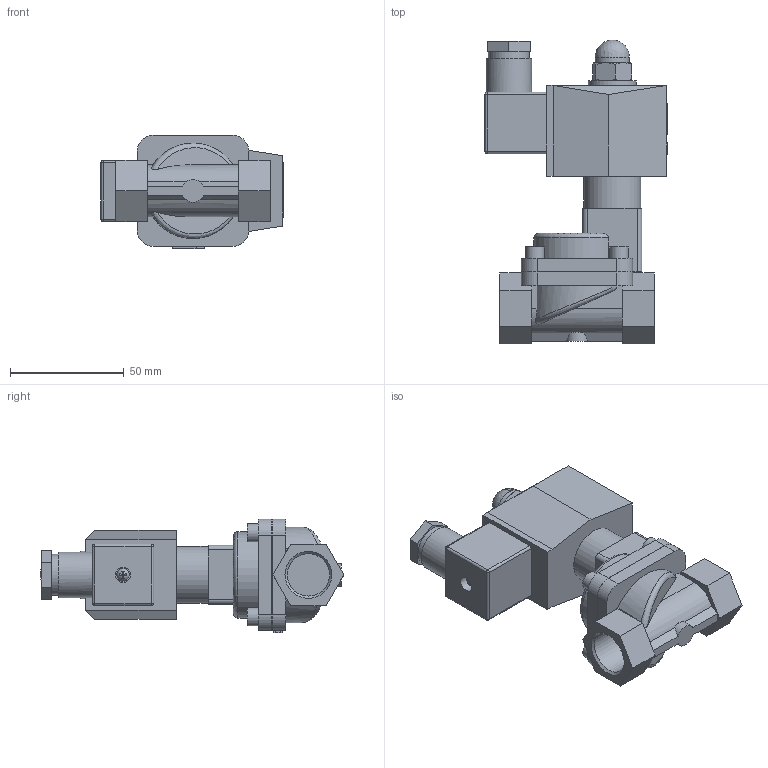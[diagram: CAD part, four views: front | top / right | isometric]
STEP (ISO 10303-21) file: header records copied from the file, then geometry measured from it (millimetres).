
FILE_DESCRIPTION(/* description */ ('СК-21-15-ВТ-НЕРЖ'),/* implementation_level */ '2;1');
FILE_NAME(/* name */ 'СК-21-15-ВТ-НЕРЖ.stp',/* time_stamp */ '2023-02-17T11:01:18+03:00',/* author */ ('Tech'),/* organization */ (''),/* preprocessor_version */ 'ST-DEVELOPER v18.1',/* originating_system */ 'Autodesk Inventor 2021',/* authorisation */ '');
FILE_SCHEMA (('AUTOMOTIVE_DESIGN { 1 0 10303 214 3 1 1 }'));
Length unit declared in the file: millimetre
Products named in the file (1): СК-21-15-ВТ-НЕРЖ
Bounding box: 80.1 x 133.63 x 50 mm (x, y, z)
Volume: 179363.7 mm3; surface area: 46318.4 mm2
Topology: 8 solids, 8 shells, 366 faces, 940 edges, 622 vertices
Faces by surface type: plane 244, cylinder 89, cone 20, sphere 7, torus 4, bspline 2
Full cylindrical faces by diameter (mm): 2.584 x1, 3 x2, 4.5 x1, 5.115 x1, 5.5 x3, 6.8 x1, 8 x4, 8.376 x1, 10 x2, 10.5 x1, 12 x1, 12.3 x1, 15 x1, 16 x2, 16.7 x1, 18 x1, 18.631 x2, 20 x1, 21 x1, 25 x1
Entity records: 11390 total; most frequent: CARTESIAN_POINT 2276, DIRECTION 1880, ORIENTED_EDGE 1870, EDGE_CURVE 935, AXIS2_PLACEMENT_3D 641, VERTEX_POINT 622, LINE 598, VECTOR 598
